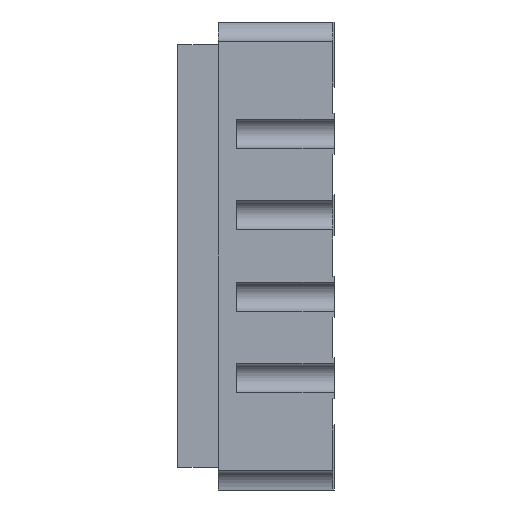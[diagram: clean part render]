
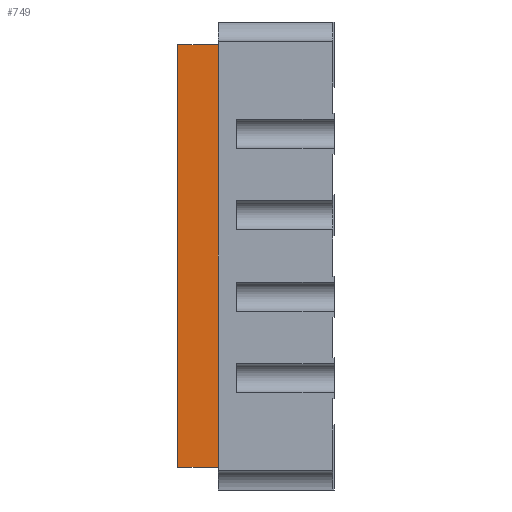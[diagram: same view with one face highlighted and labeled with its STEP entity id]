
A CAD part, left-side view. The second image highlights one B-rep face of the part: STEP entity #749.
In plain terms, the highlighted planar face has unit normal (-1, 0, 0).
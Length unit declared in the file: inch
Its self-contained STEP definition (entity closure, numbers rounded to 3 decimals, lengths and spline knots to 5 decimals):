
#437 = FACE_OUTER_BOUND ( 'NONE', #690, .T. ) ;
#502 = DIRECTION ( 'NONE',  ( 0., 1., 0. ) ) ;
#656 = ORIENTED_EDGE ( 'NONE', *, *, #2240, .F. ) ;
#690 = EDGE_LOOP ( 'NONE', ( #1866, #3948, #656, #4556 ) ) ;
#749 = ADVANCED_FACE ( 'NONE', ( #437 ), #926, .F. ) ;
#822 = AXIS2_PLACEMENT_3D ( 'NONE', #5103, #5083, #502 ) ;
#926 = PLANE ( 'NONE',  #822 ) ;
#1157 = VECTOR ( 'NONE', #5546, 39.37008 ) ;
#1230 = VERTEX_POINT ( 'NONE', #3074 ) ;
#1362 = DIRECTION ( 'NONE',  ( 0., 0., 1. ) ) ;
#1363 = EDGE_CURVE ( 'NONE', #5355, #3176, #3856, .T. ) ;
#1735 = CARTESIAN_POINT ( 'NONE',  ( -0.162, 0.095, -0.1295 ) ) ;
#1866 = ORIENTED_EDGE ( 'NONE', *, *, #2382, .T. ) ;
#2240 = EDGE_CURVE ( 'NONE', #5355, #1230, #5682, .T. ) ;
#2252 = CARTESIAN_POINT ( 'NONE',  ( -0.162, 0.07, 0.1295 ) ) ;
#2382 = EDGE_CURVE ( 'NONE', #3176, #3165, #4747, .T. ) ;
#2766 = LINE ( 'NONE', #2796, #5125 ) ;
#2796 = CARTESIAN_POINT ( 'NONE',  ( -0.162, 0.095, 0.1295 ) ) ;
#2851 = CARTESIAN_POINT ( 'NONE',  ( -0.162, 0.095, -0.1295 ) ) ;
#3074 = CARTESIAN_POINT ( 'NONE',  ( -0.162, 0.095, 0.1295 ) ) ;
#3165 = VERTEX_POINT ( 'NONE', #2252 ) ;
#3176 = VERTEX_POINT ( 'NONE', #4983 ) ;
#3856 = LINE ( 'NONE', #2851, #5002 ) ;
#3948 = ORIENTED_EDGE ( 'NONE', *, *, #5480, .F. ) ;
#4072 = CARTESIAN_POINT ( 'NONE',  ( -0.162, 0.095, -0.1295 ) ) ;
#4138 = CARTESIAN_POINT ( 'NONE',  ( -0.162, 0.07, -0.1295 ) ) ;
#4227 = DIRECTION ( 'NONE',  ( 0., -1., 0. ) ) ;
#4322 = VECTOR ( 'NONE', #1362, 39.37008 ) ;
#4556 = ORIENTED_EDGE ( 'NONE', *, *, #1363, .T. ) ;
#4747 = LINE ( 'NONE', #4138, #1157 ) ;
#4983 = CARTESIAN_POINT ( 'NONE',  ( -0.162, 0.07, -0.1295 ) ) ;
#5002 = VECTOR ( 'NONE', #5566, 39.37008 ) ;
#5083 = DIRECTION ( 'NONE',  ( 1., 0., 0. ) ) ;
#5103 = CARTESIAN_POINT ( 'NONE',  ( -0.162, 0.095, -0.1295 ) ) ;
#5125 = VECTOR ( 'NONE', #4227, 39.37008 ) ;
#5355 = VERTEX_POINT ( 'NONE', #1735 ) ;
#5480 = EDGE_CURVE ( 'NONE', #1230, #3165, #2766, .T. ) ;
#5546 = DIRECTION ( 'NONE',  ( 0., 0., 1. ) ) ;
#5566 = DIRECTION ( 'NONE',  ( 0., -1., 0. ) ) ;
#5682 = LINE ( 'NONE', #4072, #4322 ) ;
